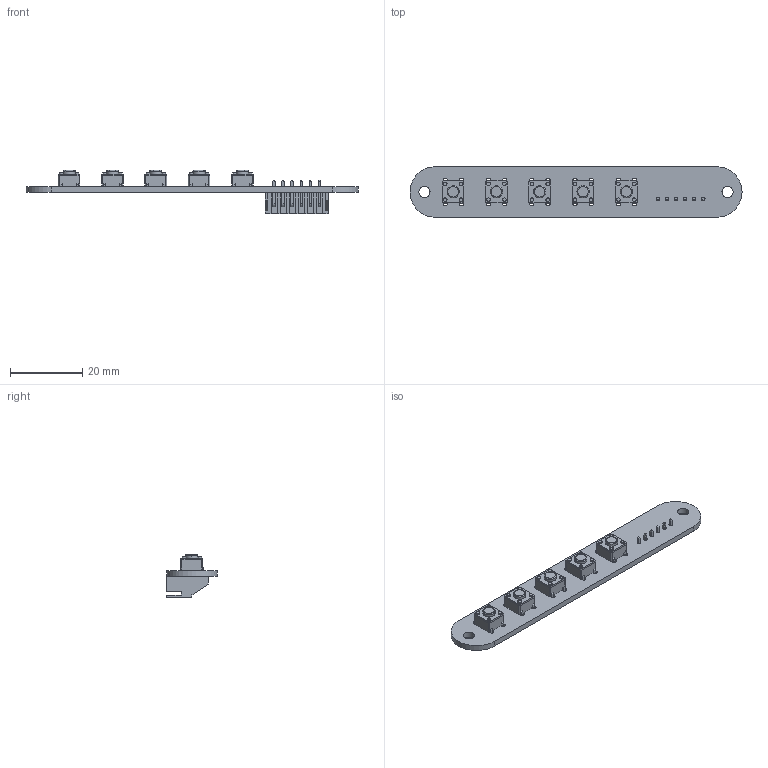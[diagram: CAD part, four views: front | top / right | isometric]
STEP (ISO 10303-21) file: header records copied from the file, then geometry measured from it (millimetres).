
FILE_DESCRIPTION(('Open CASCADE Model'),'2;1');
FILE_NAME('Open CASCADE Shape Model','2020-12-04T04:04:53',('Author'),( 'Open CASCADE'),'Open CASCADE STEP processor 6.8','Open CASCADE 6.8' ,'Unknown');
FILE_SCHEMA(('AUTOMOTIVE_DESIGN { 1 0 10303 214 1 1 1 1 }'));
Length unit declared in the file: millimetre
Products named in the file (1): PCB
Bounding box: 92 x 14 x 11.95 mm (x, y, z)
Volume: 2067.8 mm3; surface area: 5283.7 mm2
Topology: 41 solids, 249 shells, 599 faces, 1911 edges, 1598 vertices
Faces by surface type: plane 435, cylinder 154, torus 10
Full cylindrical faces by diameter (mm): 1 x6, 1.2 x20, 3.1 x2
Entity records: 22932 total; most frequent: CARTESIAN_POINT 4109, DIRECTION 3483, ORIENTED_EDGE 2798, EDGE_CURVE 1911, VERTEX_POINT 1598, LINE 1539, VECTOR 1539, AXIS2_PLACEMENT_3D 972
